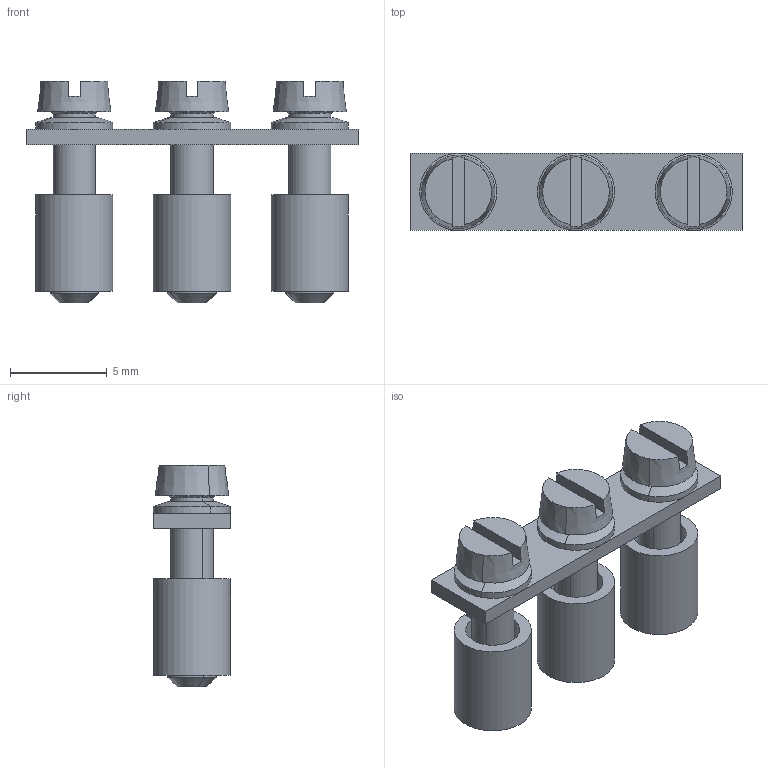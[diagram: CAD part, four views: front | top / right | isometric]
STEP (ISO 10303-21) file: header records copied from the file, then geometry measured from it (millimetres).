
FILE_DESCRIPTION(('CATIA V5 STEP Exchange','CAx-IF Rec.Pracs.--- Model Styling and Organization---1.4--- 2014-01-23'),'2;1');
FILE_NAME ('001805-4_1_0336500000_0336500000.stp','2021-12-06T09:02:47+00:00',('none'),('Weidmueller'),'CATIA Version 5-6 Release 2016 SP3 HF44','CATIA V5 STEP AP214','none');
FILE_SCHEMA(('AUTOMOTIVE_DESIGN { 1 0 10303 214 1 1 1 1 }'));
Length unit declared in the file: millimetre
Products named in the file (1): Q_3_AKZ4_AllCATPart
Bounding box: 17.2 x 4 x 11.5 mm (x, y, z)
Volume: 313.5 mm3; surface area: 918.6 mm2
Topology: 7 solids, 7 shells, 117 faces, 252 edges, 158 vertices
Faces by surface type: plane 51, cylinder 36, cone 24, torus 6
Entity records: 2921 total; most frequent: CARTESIAN_POINT 527, ORIENTED_EDGE 504, DIRECTION 400, EDGE_CURVE 252, AXIS2_PLACEMENT_3D 201, VERTEX_POINT 158, EDGE_LOOP 132, VECTOR 120
